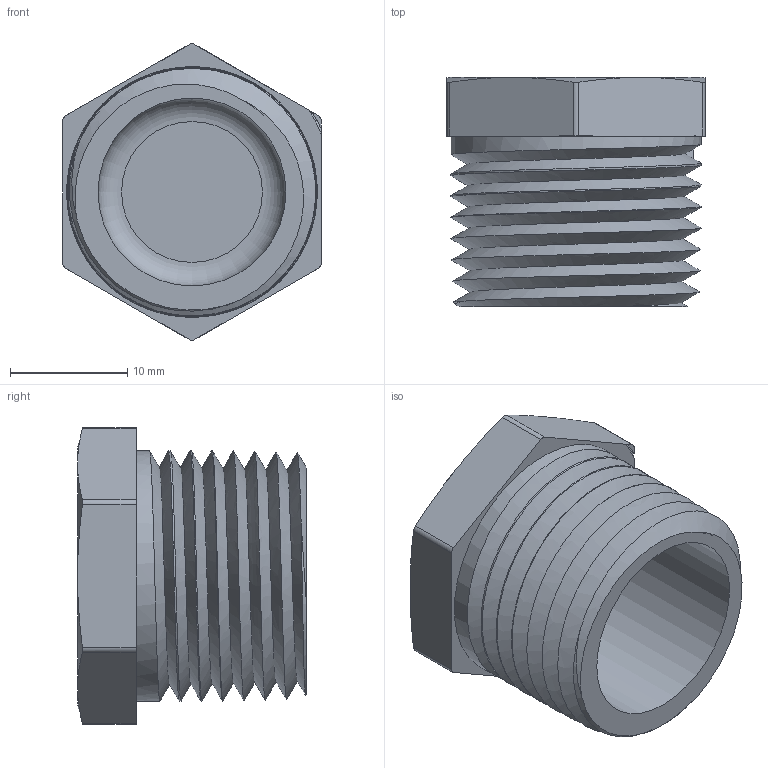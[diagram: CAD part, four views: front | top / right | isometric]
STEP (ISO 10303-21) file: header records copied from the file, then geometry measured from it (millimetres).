
FILE_DESCRIPTION(/* description */ (''),/* implementation_level */ '2;1');
FILE_NAME(/* name */ '0.5 NPT plug 150psi.stp',/* time_stamp */ '2017-05-08T14:25:00+01:00',/* author */ ('watt'),/* organization */ (''),/* preprocessor_version */ 'ST-DEVELOPER v16.5',/* originating_system */ 'Autodesk Inventor 2017',/* authorisation */ '');
FILE_SCHEMA (('AUTOMOTIVE_DESIGN { 1 0 10303 214 3 1 1 }'));
Length unit declared in the file: millimetre
Products named in the file (1): 0.5 NPT plug feedthrough_alternative
Bounding box: 22 x 19.5 x 25.25 mm (x, y, z)
Volume: 3749.9 mm3; surface area: 3524.3 mm2
Topology: 1 solids, 1 shells, 35 faces, 87 edges, 56 vertices
Faces by surface type: cylinder 12, plane 12, cone 7, bspline 3, torus 1
Full cylindrical faces by diameter (mm): 16 x1, 21.336 x4
Entity records: 2111 total; most frequent: CARTESIAN_POINT 1390, ORIENTED_EDGE 146, DIRECTION 139, EDGE_CURVE 73, AXIS2_PLACEMENT_3D 57, VERTEX_POINT 48, EDGE_LOOP 37, FACE_OUTER_BOUND 32
